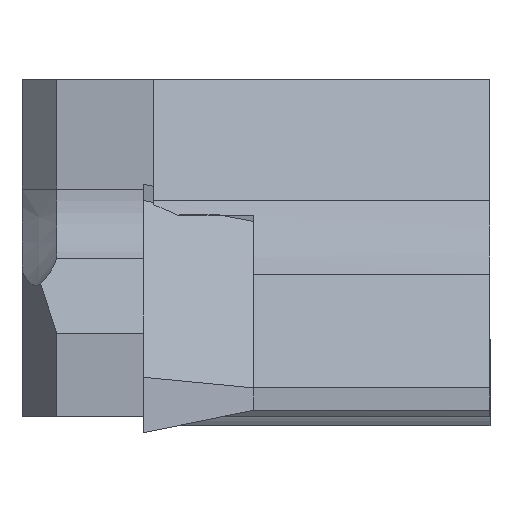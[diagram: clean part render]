
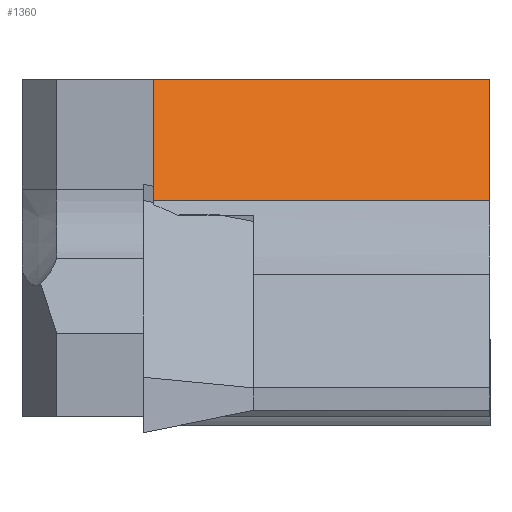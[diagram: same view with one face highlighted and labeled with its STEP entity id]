
A CAD part, left-side view. The second image highlights one B-rep face of the part: STEP entity #1360.
In plain terms, the highlighted planar face has unit normal (-0.616, 0, 0.788).
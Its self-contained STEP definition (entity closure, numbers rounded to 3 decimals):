
#46 = AXIS2_PLACEMENT_3D ( 'NONE', #242, #961, #539 ) ;
#56 = VECTOR ( 'NONE', #58, 1000. ) ;
#58 = DIRECTION ( 'NONE',  ( 0., -1., 0. ) ) ;
#91 = EDGE_CURVE ( 'NONE', #1773, #1684, #1318, .T. ) ;
#107 = CARTESIAN_POINT ( 'NONE',  ( 6.557, -0.3, -13.498 ) ) ;
#133 = CARTESIAN_POINT ( 'NONE',  ( -0.669, -10., -19.143 ) ) ;
#183 = VECTOR ( 'NONE', #764, 1000. ) ;
#242 = CARTESIAN_POINT ( 'NONE',  ( 16.5, 126.244, -5.729 ) ) ;
#291 = DIRECTION ( 'NONE',  ( -0.788, 0., -0.616 ) ) ;
#351 = CARTESIAN_POINT ( 'NONE',  ( 16.5, -0.3, -5.729 ) ) ;
#382 = CARTESIAN_POINT ( 'NONE',  ( 11.034, -0.3, -10. ) ) ;
#426 = DIRECTION ( 'NONE',  ( 0., -1., 0. ) ) ;
#465 = VECTOR ( 'NONE', #426, 1000. ) ;
#503 = CARTESIAN_POINT ( 'NONE',  ( 6.557, 126.244, -13.498 ) ) ;
#509 = VECTOR ( 'NONE', #291, 1000. ) ;
#521 = ORIENTED_EDGE ( 'NONE', *, *, #91, .T. ) ;
#539 = DIRECTION ( 'NONE',  ( 0.788, 0., 0.616 ) ) ;
#589 = CARTESIAN_POINT ( 'NONE',  ( 11.034, -10., -10. ) ) ;
#764 = DIRECTION ( 'NONE',  ( -0.788, 0., -0.616 ) ) ;
#916 = ORIENTED_EDGE ( 'NONE', *, *, #1626, .T. ) ;
#961 = DIRECTION ( 'NONE',  ( 0.616, 0., -0.788 ) ) ;
#1153 = LINE ( 'NONE', #1270, #465 ) ;
#1187 = VERTEX_POINT ( 'NONE', #589 ) ;
#1269 = EDGE_LOOP ( 'NONE', ( #521, #916, #1366, #1386 ) ) ;
#1270 = CARTESIAN_POINT ( 'NONE',  ( 11.034, -10., -10. ) ) ;
#1318 = LINE ( 'NONE', #351, #183 ) ;
#1328 = FACE_OUTER_BOUND ( 'NONE', #1269, .T. ) ;
#1332 = LINE ( 'NONE', #133, #509 ) ;
#1360 = ADVANCED_FACE ( 'NONE', ( #1328 ), #1800, .F. ) ;
#1366 = ORIENTED_EDGE ( 'NONE', *, *, #1479, .F. ) ;
#1386 = ORIENTED_EDGE ( 'NONE', *, *, #1417, .F. ) ;
#1389 = VERTEX_POINT ( 'NONE', #1806 ) ;
#1417 = EDGE_CURVE ( 'NONE', #1773, #1187, #1153, .T. ) ;
#1478 = LINE ( 'NONE', #503, #56 ) ;
#1479 = EDGE_CURVE ( 'NONE', #1187, #1389, #1332, .T. ) ;
#1626 = EDGE_CURVE ( 'NONE', #1684, #1389, #1478, .T. ) ;
#1684 = VERTEX_POINT ( 'NONE', #107 ) ;
#1773 = VERTEX_POINT ( 'NONE', #382 ) ;
#1800 = PLANE ( 'NONE',  #46 ) ;
#1806 = CARTESIAN_POINT ( 'NONE',  ( 6.557, -10., -13.498 ) ) ;
